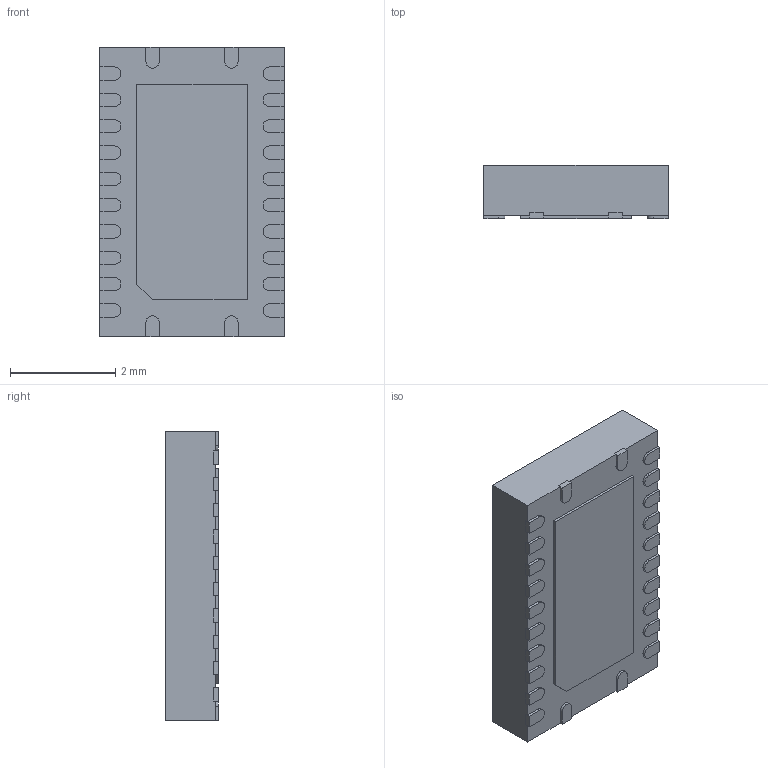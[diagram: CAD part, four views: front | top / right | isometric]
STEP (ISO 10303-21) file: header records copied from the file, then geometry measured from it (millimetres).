
FILE_DESCRIPTION (( 'STEP AP214' ), '1' );
FILE_NAME ('RGY24.STEP', '2023-12-25T09:06:48', ( '' ), ( '' ), 'SwSTEP 2.0', 'SolidWorks 2021', '' );
FILE_SCHEMA (( 'AUTOMOTIVE_DESIGN' ));
Length unit declared in the file: millimetre
Products named in the file (1): RGY24
Bounding box: 3.5 x 1 x 5.5 mm (x, y, z)
Volume: 18.8 mm3; surface area: 83.4 mm2
Topology: 27 solids, 27 shells, 270 faces, 642 edges, 428 vertices
Faces by surface type: plane 214, cylinder 56
Entity records: 8006 total; most frequent: CARTESIAN_POINT 1341, DIRECTION 1296, ORIENTED_EDGE 1284, EDGE_CURVE 642, VECTOR 530, LINE 530, VERTEX_POINT 428, AXIS2_PLACEMENT_3D 383
